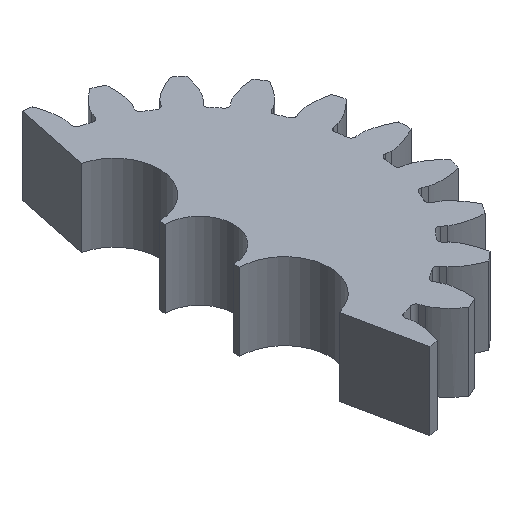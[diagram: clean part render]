
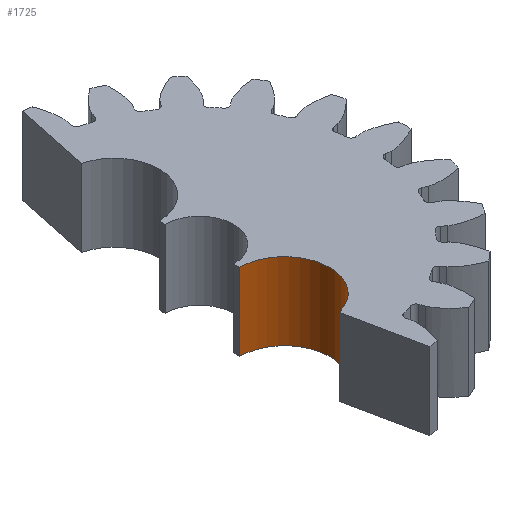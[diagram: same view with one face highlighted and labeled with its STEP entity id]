
A CAD part, isometric view. The second image highlights one B-rep face of the part: STEP entity #1725.
In plain terms, the highlighted cylindrical face has radius 5.25 mm (diameter 10.5 mm), a partial arc.
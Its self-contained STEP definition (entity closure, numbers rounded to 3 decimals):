
#71=CYLINDRICAL_SURFACE('',#1892,5.25);
#151=FACE_OUTER_BOUND('',#241,.T.);
#241=EDGE_LOOP('',(#1471,#1472,#1473,#1474));
#335=CIRCLE('',#1794,5.25);
#379=CIRCLE('',#1893,5.25);
#500=LINE('',#8103,#636);
#501=LINE('',#8107,#637);
#636=VECTOR('',#2300,10.);
#637=VECTOR('',#2305,10.);
#731=VERTEX_POINT('',#3772);
#732=VERTEX_POINT('',#3774);
#818=VERTEX_POINT('',#8101);
#819=VERTEX_POINT('',#8105);
#907=EDGE_CURVE('',#731,#732,#335,.T.);
#1065=EDGE_CURVE('',#731,#818,#500,.T.);
#1066=EDGE_CURVE('',#819,#818,#379,.F.);
#1067=EDGE_CURVE('',#732,#819,#501,.F.);
#1471=ORIENTED_EDGE('',*,*,#1065,.T.);
#1472=ORIENTED_EDGE('',*,*,#1066,.F.);
#1473=ORIENTED_EDGE('',*,*,#1067,.F.);
#1474=ORIENTED_EDGE('',*,*,#907,.F.);
#1725=ADVANCED_FACE('',(#151),#71,.F.);
#1794=AXIS2_PLACEMENT_3D('',#3775,#2010,#2011);
#1892=AXIS2_PLACEMENT_3D('',#8104,#2301,#2302);
#1893=AXIS2_PLACEMENT_3D('',#8106,#2303,#2304);
#2010=DIRECTION('center_axis',(0.,0.,1.));
#2011=DIRECTION('ref_axis',(0.246,-0.969,0.));
#2300=DIRECTION('',(0.,0.,1.));
#2301=DIRECTION('center_axis',(0.,0.,1.));
#2302=DIRECTION('ref_axis',(0.246,-0.969,0.));
#2303=DIRECTION('center_axis',(0.,0.,1.));
#2304=DIRECTION('ref_axis',(0.246,-0.969,0.));
#2305=DIRECTION('',(0.,0.,-1.));
#3772=CARTESIAN_POINT('',(1.251,-15.049,-4.5));
#3774=CARTESIAN_POINT('',(0.,-4.7,-4.5));
#3775=CARTESIAN_POINT('Origin',(0.,-9.95,
-4.5));
#8101=CARTESIAN_POINT('',(1.251,-15.049,4.5));
#8103=CARTESIAN_POINT('',(1.251,-15.049,0.));
#8104=CARTESIAN_POINT('Origin',(0.,-9.95,
0.));
#8105=CARTESIAN_POINT('',(0.,-4.7,4.5));
#8106=CARTESIAN_POINT('Origin',(0.,-9.95,
4.5));
#8107=CARTESIAN_POINT('',(0.,-4.7,0.));
